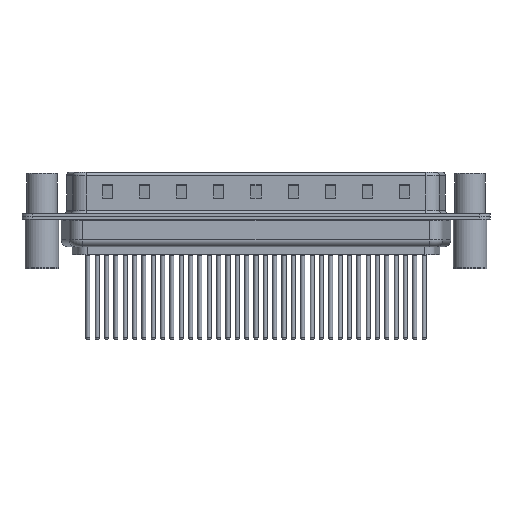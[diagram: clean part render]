
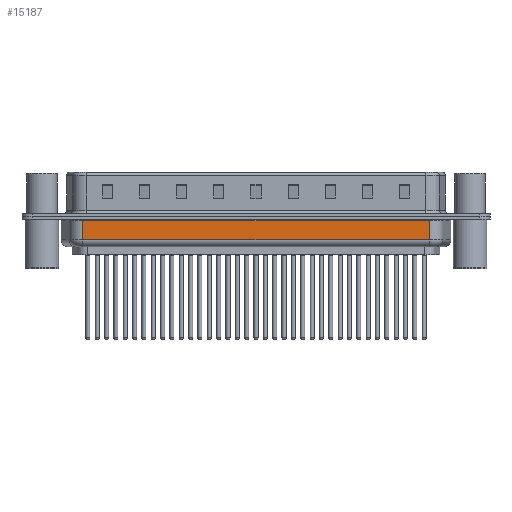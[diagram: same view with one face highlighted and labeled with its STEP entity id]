
A CAD part, front view. The second image highlights one B-rep face of the part: STEP entity #15187.
In plain terms, the highlighted planar face has unit normal (0, -1, 0).
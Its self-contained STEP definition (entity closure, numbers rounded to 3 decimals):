
#277 = DIRECTION ( 'NONE',  ( -1., 0., 0. ) ) ;
#1102 = VECTOR ( 'NONE', #15633, 1000. ) ;
#1467 = EDGE_CURVE ( 'NONE', #6464, #2056, #13388, .T. ) ;
#1634 = CARTESIAN_POINT ( 'NONE',  ( 57.469, -5.35, -3.5 ) ) ;
#1938 = VECTOR ( 'NONE', #2578, 1000. ) ;
#2056 = VERTEX_POINT ( 'NONE', #22515 ) ;
#2578 = DIRECTION ( 'NONE',  ( 0., 0., 1. ) ) ;
#3596 = CARTESIAN_POINT ( 'NONE',  ( 6.031, -5.35, -4.5 ) ) ;
#4082 = LINE ( 'NONE', #17060, #5371 ) ;
#4137 = EDGE_LOOP ( 'NONE', ( #8264, #8543, #18712, #24908 ) ) ;
#5371 = VECTOR ( 'NONE', #277, 1000. ) ;
#6039 = DIRECTION ( 'NONE',  ( 0., 1., 0. ) ) ;
#6464 = VERTEX_POINT ( 'NONE', #1634 ) ;
#7821 = DIRECTION ( 'NONE',  ( -1., 0., 0. ) ) ;
#8264 = ORIENTED_EDGE ( 'NONE', *, *, #17576, .F. ) ;
#8543 = ORIENTED_EDGE ( 'NONE', *, *, #26479, .T. ) ;
#9270 = CARTESIAN_POINT ( 'NONE',  ( 6.031, -5.35, -3.5 ) ) ;
#9597 = CARTESIAN_POINT ( 'NONE',  ( 6.031, -5.35, -3.5 ) ) ;
#10444 = CARTESIAN_POINT ( 'NONE',  ( 6.031, -5.35, -0.65 ) ) ;
#10976 = VERTEX_POINT ( 'NONE', #10444 ) ;
#12198 = PLANE ( 'NONE',  #14907 ) ;
#12328 = FACE_OUTER_BOUND ( 'NONE', #4137, .T. ) ;
#13388 = LINE ( 'NONE', #13521, #1938 ) ;
#13521 = CARTESIAN_POINT ( 'NONE',  ( 57.469, -5.35, -4.5 ) ) ;
#14907 = AXIS2_PLACEMENT_3D ( 'NONE', #3596, #6039, #7821 ) ;
#15187 = ADVANCED_FACE ( 'NONE', ( #12328 ), #12198, .F. ) ;
#15633 = DIRECTION ( 'NONE',  ( 1., 0., 0. ) ) ;
#15980 = DIRECTION ( 'NONE',  ( 0., 0., 1. ) ) ;
#17060 = CARTESIAN_POINT ( 'NONE',  ( 6.031, -5.35, -0.65 ) ) ;
#17576 = EDGE_CURVE ( 'NONE', #24617, #10976, #24661, .T. ) ;
#18712 = ORIENTED_EDGE ( 'NONE', *, *, #1467, .T. ) ;
#20052 = CARTESIAN_POINT ( 'NONE',  ( 6.031, -5.35, -4.5 ) ) ;
#22515 = CARTESIAN_POINT ( 'NONE',  ( 57.469, -5.35, -0.65 ) ) ;
#23244 = VECTOR ( 'NONE', #15980, 1000. ) ;
#23786 = LINE ( 'NONE', #9597, #1102 ) ;
#24446 = EDGE_CURVE ( 'NONE', #2056, #10976, #4082, .T. ) ;
#24617 = VERTEX_POINT ( 'NONE', #9270 ) ;
#24661 = LINE ( 'NONE', #20052, #23244 ) ;
#24908 = ORIENTED_EDGE ( 'NONE', *, *, #24446, .T. ) ;
#26479 = EDGE_CURVE ( 'NONE', #24617, #6464, #23786, .T. ) ;
